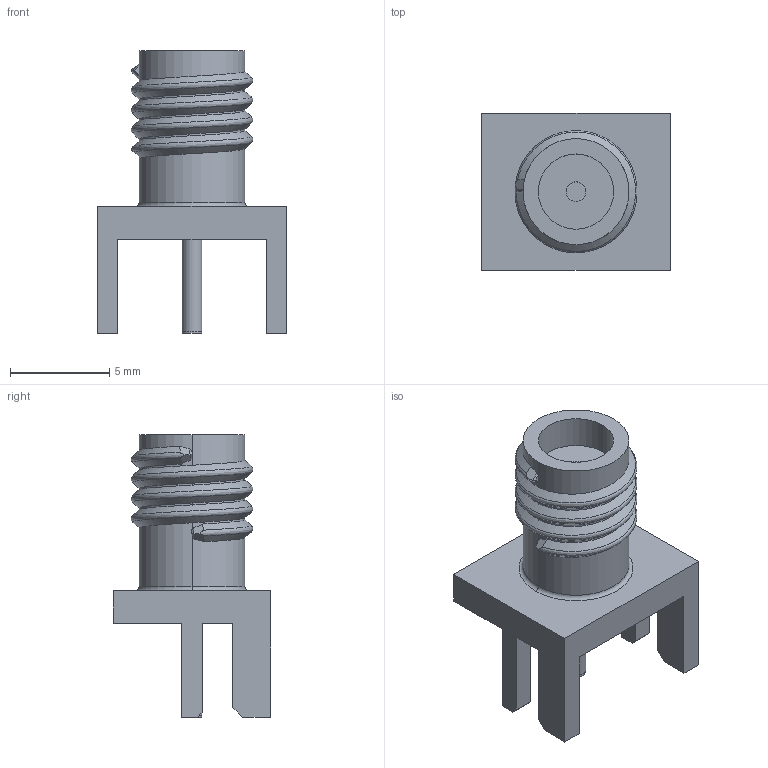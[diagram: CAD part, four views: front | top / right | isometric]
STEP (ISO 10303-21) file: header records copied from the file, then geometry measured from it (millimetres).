
FILE_DESCRIPTION (( 'STEP AP214' ), '1' );
FILE_NAME ('F541A5BC-3AFF-493F-987E-BEC90F0C9488.STEP', '2023-08-19T02:43:02', ( '' ), ( '' ), 'SwSTEP 2.0', 'SolidWorks 2022', '' );
FILE_SCHEMA (( 'AUTOMOTIVE_DESIGN' ));
Length unit declared in the file: millimetre
Products named in the file (1): F541A5BC-3AFF-493F-987E-BEC90F0C9488
Bounding box: 9.53 x 7.93 x 14.28 mm (x, y, z)
Volume: 426.6 mm3; surface area: 799.9 mm2
Topology: 4 solids, 4 shells, 71 faces, 162 edges, 106 vertices
Faces by surface type: plane 37, cylinder 18, bspline 12, torus 2, cone 2
Entity records: 4241 total; most frequent: CARTESIAN_POINT 2317, ORIENTED_EDGE 324, DIRECTION 292, EDGE_CURVE 162, VERTEX_POINT 106, AXIS2_PLACEMENT_3D 102, LINE 88, VECTOR 88
